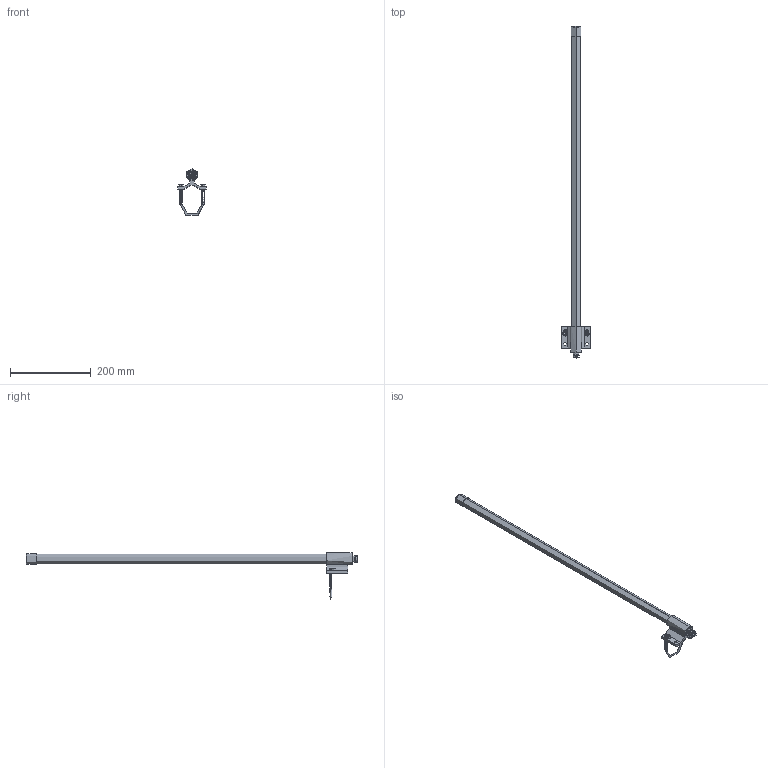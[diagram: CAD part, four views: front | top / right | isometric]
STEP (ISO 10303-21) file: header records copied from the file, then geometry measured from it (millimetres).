
FILE_DESCRIPTION (( 'STEP AP214' ), '1' );
FILE_NAME ('OMB.868.B05F21_Web.STEP', '2020-01-03T06:26:32', ( '' ), ( '' ), 'SwSTEP 2.0', 'SolidWorks 2017', '' );
FILE_SCHEMA (( 'AUTOMOTIVE_DESIGN' ));
Length unit declared in the file: millimetre
Products named in the file (17): 000412B000021A; OD12_ID6.4_T1.0; M6x5(Ni); COVER; ANTENNA; BRACKET; OMB.868.B05F21_Web; CONNECTOR
Assembly tree (9 placements, depth 2):
  000412B000021A
  OD12_ID6.4_T1.0
  COVER
  M6x5(Ni)
  ANTENNA
Bounding box: 70 x 821.7 x 114.48 mm (x, y, z)
Volume: 161381.4 mm3
Topology: 8 solids, 16 shells, 394 faces, 1087 edges, 716 vertices
Faces by surface type: cylinder 268, plane 80, bspline 26, cone 20
Entity records: 46208 total; most frequent: CARTESIAN_POINT 34454, ORIENTED_EDGE 1666, DIRECTION 1221, EDGE_CURVE 988, VERTEX_POINT 651, AXIS2_PLACEMENT_3D 466, EDGE_LOOP 384, UNCERTAINTY_MEASURE_WITH_UNIT 379
